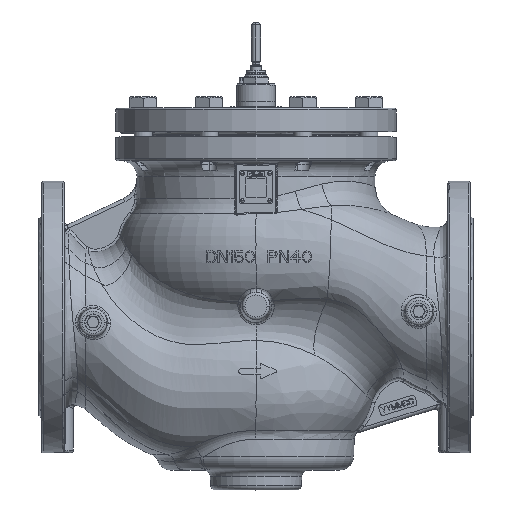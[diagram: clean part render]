
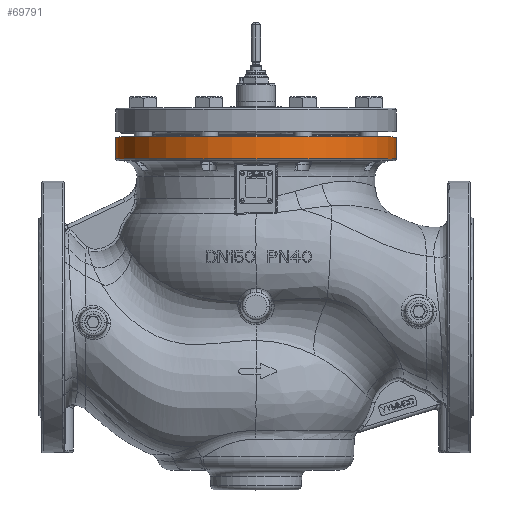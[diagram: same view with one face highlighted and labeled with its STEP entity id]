
A CAD part, top view. The second image highlights one B-rep face of the part: STEP entity #69791.
In plain terms, the highlighted cylindrical face has radius 155 mm (diameter 310 mm), a partial arc.
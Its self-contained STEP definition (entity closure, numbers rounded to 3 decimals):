
#8066=CARTESIAN_POINT('',(0.,199.,0.));
#8067=DIRECTION('',(0.,-1.,0.));
#8068=DIRECTION('',(1.,0.,0.));
#8069=AXIS2_PLACEMENT_3D('',#8066,#8067,#8068);
#8071=DIRECTION('',(0.,-1.,0.));
#8072=VECTOR('',#8071,24.);
#8073=CARTESIAN_POINT('',(155.,199.,0.));
#8074=LINE('',#8073,#8072);
#8075=CARTESIAN_POINT('',(0.,175.,0.));
#8076=DIRECTION('',(0.,1.,0.));
#8077=DIRECTION('',(-1.,0.,0.));
#8078=AXIS2_PLACEMENT_3D('',#8075,#8076,#8077);
#8080=DIRECTION('',(0.,1.,0.));
#8081=VECTOR('',#8080,24.);
#8082=CARTESIAN_POINT('',(-155.,175.,0.));
#8083=LINE('',#8082,#8081);
#30747=CARTESIAN_POINT('',(155.,199.,0.));
#30748=CARTESIAN_POINT('',(-155.,199.,0.));
#30749=VERTEX_POINT('',#30747);
#30750=VERTEX_POINT('',#30748);
#30797=CARTESIAN_POINT('',(155.,175.,0.));
#30798=CARTESIAN_POINT('',(-155.,175.,0.));
#30799=VERTEX_POINT('',#30797);
#30800=VERTEX_POINT('',#30798);
#69777=CARTESIAN_POINT('',(0.,202.875,0.));
#69778=DIRECTION('',(0.,-1.,0.));
#69779=DIRECTION('',(-1.,0.,0.));
#69780=AXIS2_PLACEMENT_3D('',#69777,#69778,#69779);
#69781=CYLINDRICAL_SURFACE('',#69780,155.);
#69782=ORIENTED_EDGE('',*,*,#69718,.F.);
#69784=ORIENTED_EDGE('',*,*,#69783,.T.);
#69786=ORIENTED_EDGE('',*,*,#69785,.F.);
#69788=ORIENTED_EDGE('',*,*,#69787,.T.);
#69789=EDGE_LOOP('',(#69782,#69784,#69786,#69788));
#69790=FACE_OUTER_BOUND('',#69789,.F.);
#69791=ADVANCED_FACE('',(#69790),#69781,.T.);
#8070=CIRCLE('',#8069,155.);
#8079=CIRCLE('',#8078,155.);
#69718=EDGE_CURVE('',#30749,#30750,#8070,.T.);
#69783=EDGE_CURVE('',#30749,#30799,#8074,.T.);
#69785=EDGE_CURVE('',#30800,#30799,#8079,.T.);
#69787=EDGE_CURVE('',#30800,#30750,#8083,.T.);
